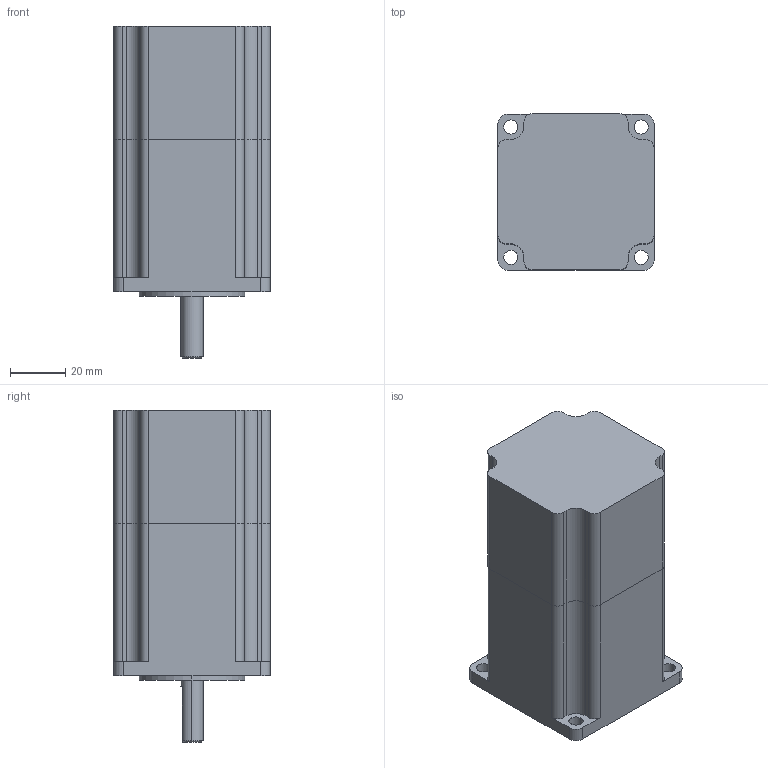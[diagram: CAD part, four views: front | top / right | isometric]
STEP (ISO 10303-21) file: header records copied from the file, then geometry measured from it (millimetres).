
FILE_DESCRIPTION (( 'STEP AP214' ), '1' );
FILE_NAME ('AM23HS84B0-BR01.STEP', '2016-06-17T02:32:18', ( 'jrww' ), ( 'jrww' ), 'SwSTEP 2.0', 'SolidWorks 2011', '' );
FILE_SCHEMA (( 'AUTOMOTIVE_DESIGN' ));
Length unit declared in the file: millimetre
Products named in the file (1): AM23HS84B0-BR01
Bounding box: 56.4 x 56.4 x 120 mm (x, y, z)
Volume: 276232.6 mm3; surface area: 32823.9 mm2
Topology: 2 solids, 2 shells, 79 faces, 217 edges, 144 vertices
Faces by surface type: cylinder 40, plane 36, cone 3
Entity records: 2601 total; most frequent: DIRECTION 460, CARTESIAN_POINT 447, ORIENTED_EDGE 434, EDGE_CURVE 217, AXIS2_PLACEMENT_3D 165, VERTEX_POINT 144, LINE 130, VECTOR 130
